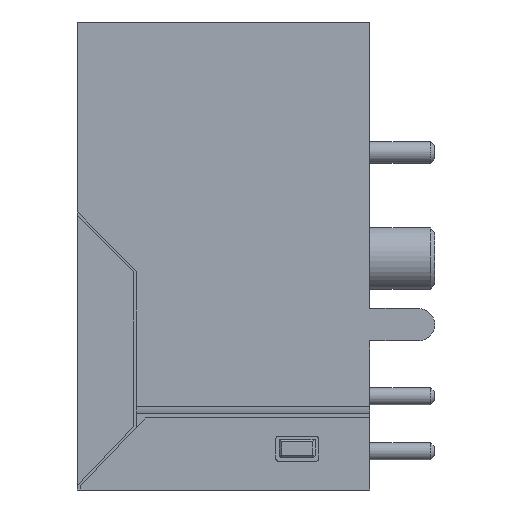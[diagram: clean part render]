
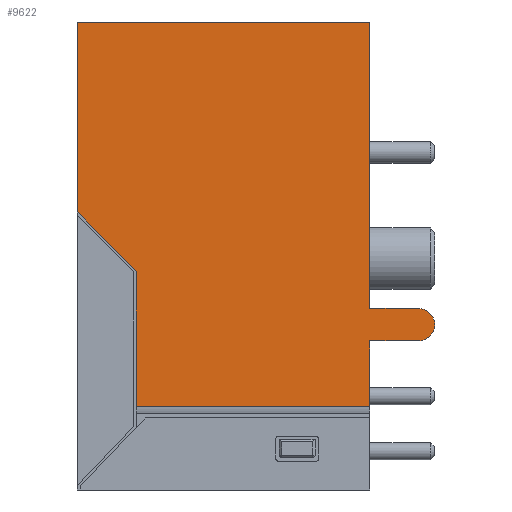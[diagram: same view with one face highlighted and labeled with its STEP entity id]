
A CAD part, left-side view. The second image highlights one B-rep face of the part: STEP entity #9622.
In plain terms, the highlighted planar face has unit normal (-1, 0, 0).
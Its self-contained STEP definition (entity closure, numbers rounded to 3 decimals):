
#673=PLANE('',#10160);
#1123=FACE_OUTER_BOUND('',#1703,.T.);
#1703=EDGE_LOOP('',(#8180,#8181,#8182,#8183,#8184,#8185,#8186,#8187,#8188,
#8189));
#2334=LINE('',#15415,#3323);
#2424=LINE('',#16035,#3413);
#2468=LINE('',#16126,#3457);
#2481=LINE('',#16155,#3470);
#2602=LINE('',#16768,#3591);
#2624=LINE('',#16821,#3613);
#2632=LINE('',#16837,#3621);
#2633=LINE('',#16838,#3622);
#2634=LINE('',#16840,#3623);
#3323=VECTOR('',#11086,1000.);
#3413=VECTOR('',#11220,1000.);
#3457=VECTOR('',#11276,1000.);
#3470=VECTOR('',#11293,1000.);
#3591=VECTOR('',#11628,1000.);
#3613=VECTOR('',#11680,1000.);
#3621=VECTOR('',#11696,1000.);
#3622=VECTOR('',#11697,1000.);
#3623=VECTOR('',#11698,1000.);
#3998=CIRCLE('',#10161,0.75);
#4466=VERTEX_POINT('',#15412);
#4467=VERTEX_POINT('',#15414);
#4579=VERTEX_POINT('',#16031);
#4620=VERTEX_POINT('',#16124);
#4621=VERTEX_POINT('',#16125);
#4635=VERTEX_POINT('',#16154);
#4777=VERTEX_POINT('',#16767);
#4793=VERTEX_POINT('',#16820);
#4797=VERTEX_POINT('',#16836);
#4798=VERTEX_POINT('',#16839);
#5606=EDGE_CURVE('',#4466,#4467,#2334,.T.);
#5727=EDGE_CURVE('',#4579,#4467,#2424,.T.);
#5771=EDGE_CURVE('',#4620,#4621,#2468,.T.);
#5786=EDGE_CURVE('',#4635,#4579,#2481,.T.);
#5983=EDGE_CURVE('',#4777,#4635,#2602,.T.);
#6010=EDGE_CURVE('',#4466,#4793,#2624,.T.);
#6018=EDGE_CURVE('',#4793,#4797,#2632,.T.);
#6019=EDGE_CURVE('',#4797,#4620,#2633,.T.);
#6020=EDGE_CURVE('',#4621,#4798,#2634,.T.);
#6021=EDGE_CURVE('',#4798,#4777,#3998,.T.);
#8180=ORIENTED_EDGE('',*,*,#5606,.F.);
#8181=ORIENTED_EDGE('',*,*,#6010,.T.);
#8182=ORIENTED_EDGE('',*,*,#6018,.T.);
#8183=ORIENTED_EDGE('',*,*,#6019,.T.);
#8184=ORIENTED_EDGE('',*,*,#5771,.T.);
#8185=ORIENTED_EDGE('',*,*,#6020,.T.);
#8186=ORIENTED_EDGE('',*,*,#6021,.T.);
#8187=ORIENTED_EDGE('',*,*,#5983,.T.);
#8188=ORIENTED_EDGE('',*,*,#5786,.T.);
#8189=ORIENTED_EDGE('',*,*,#5727,.T.);
#9622=ADVANCED_FACE('',(#1123),#673,.T.);
#10160=AXIS2_PLACEMENT_3D('',#16835,#11694,#11695);
#10161=AXIS2_PLACEMENT_3D('',#16841,#11699,#11700);
#11086=DIRECTION('',(0.,0.,1.));
#11220=DIRECTION('',(0.,1.,0.));
#11276=DIRECTION('',(0.,0.,1.));
#11293=DIRECTION('',(0.,0.,1.));
#11628=DIRECTION('',(0.,1.,0.));
#11680=DIRECTION('',(0.,-0.701,-0.713));
#11694=DIRECTION('center_axis',(-1.,0.,0.));
#11695=DIRECTION('ref_axis',(0.,0.,1.));
#11696=DIRECTION('',(0.,0.,-1.));
#11697=DIRECTION('',(0.,-1.,0.));
#11698=DIRECTION('',(0.,-1.,0.));
#11699=DIRECTION('center_axis',(-1.,0.,0.));
#11700=DIRECTION('ref_axis',(0.,0.,1.));
#15412=CARTESIAN_POINT('',(0.,0.,-8.763));
#15414=CARTESIAN_POINT('',(0.,0.,0.));
#15415=CARTESIAN_POINT('',(0.,0.,-21.4));
#16031=CARTESIAN_POINT('',(0.,-13.5,0.));
#16035=CARTESIAN_POINT('',(0.,-13.5,0.));
#16124=CARTESIAN_POINT('',(0.,-13.5,-17.748));
#16125=CARTESIAN_POINT('',(0.,-13.5,-14.72));
#16126=CARTESIAN_POINT('',(0.,-13.5,-21.4));
#16154=CARTESIAN_POINT('',(0.,-13.5,-13.22));
#16155=CARTESIAN_POINT('',(0.,-13.5,-21.4));
#16767=CARTESIAN_POINT('',(0.,-15.75,-13.22));
#16768=CARTESIAN_POINT('',(0.,-15.75,-13.22));
#16820=CARTESIAN_POINT('',(0.,-2.72,-11.529));
#16821=CARTESIAN_POINT('',(0.,-12.956,-21.935));
#16835=CARTESIAN_POINT('Origin',(0.,-13.5,-21.4));
#16836=CARTESIAN_POINT('',(0.,-2.72,-17.748));
#16837=CARTESIAN_POINT('',(0.,-2.72,-21.4));
#16838=CARTESIAN_POINT('',(0.,-13.5,-17.748));
#16839=CARTESIAN_POINT('',(0.,-15.75,-14.72));
#16840=CARTESIAN_POINT('',(0.,-13.5,-14.72));
#16841=CARTESIAN_POINT('Origin',(0.,-15.75,-13.97));
